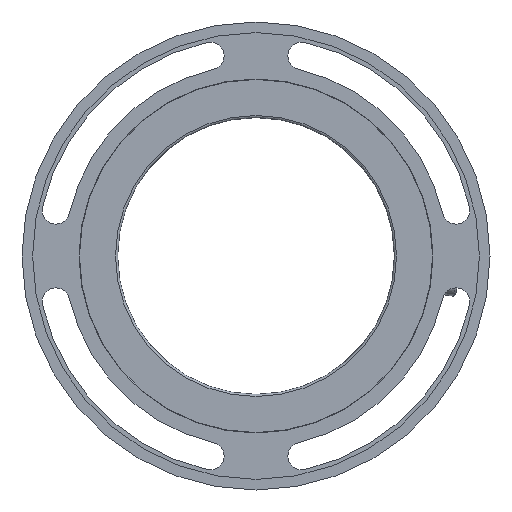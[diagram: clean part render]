
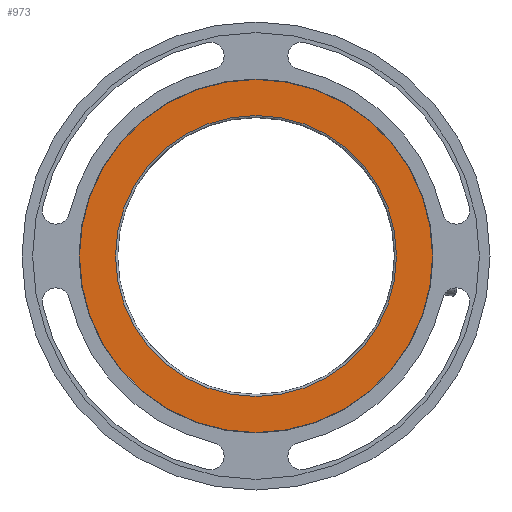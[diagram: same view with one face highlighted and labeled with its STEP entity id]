
A CAD part, front view. The second image highlights one B-rep face of the part: STEP entity #973.
In plain terms, the highlighted planar face has unit normal (0, -1, 0).
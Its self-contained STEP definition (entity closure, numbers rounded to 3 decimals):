
#97 = CIRCLE ( 'NONE', #527, 83. ) ;
#169 = ORIENTED_EDGE ( 'NONE', *, *, #455, .F. ) ;
#321 = CARTESIAN_POINT ( 'NONE',  ( -3.193, -10.194, 66.05 ) ) ;
#386 = DIRECTION ( 'NONE',  ( 0., 1., 0. ) ) ;
#398 = AXIS2_PLACEMENT_3D ( 'NONE', #1776, #2394, #742 ) ;
#455 = EDGE_CURVE ( 'NONE', #1260, #1260, #97, .T. ) ;
#527 = AXIS2_PLACEMENT_3D ( 'NONE', #547, #974, #1987 ) ;
#531 = ORIENTED_EDGE ( 'NONE', *, *, #2331, .T. ) ;
#547 = CARTESIAN_POINT ( 'NONE',  ( -3.193, -10.194, 0. ) ) ;
#588 = FACE_OUTER_BOUND ( 'NONE', #1184, .T. ) ;
#742 = DIRECTION ( 'NONE',  ( 0., 0., 1. ) ) ;
#973 = ADVANCED_FACE ( 'NONE', ( #588, #1395 ), #1201, .F. ) ;
#974 = DIRECTION ( 'NONE',  ( 0., 1., 0. ) ) ;
#1184 = EDGE_LOOP ( 'NONE', ( #169 ) ) ;
#1201 = PLANE ( 'NONE',  #398 ) ;
#1260 = VERTEX_POINT ( 'NONE', #2434 ) ;
#1395 = FACE_BOUND ( 'NONE', #1661, .T. ) ;
#1503 = CIRCLE ( 'NONE', #1807, 66.05 ) ;
#1661 = EDGE_LOOP ( 'NONE', ( #531 ) ) ;
#1740 = VERTEX_POINT ( 'NONE', #321 ) ;
#1776 = CARTESIAN_POINT ( 'NONE',  ( 62.857, -10.194, 0. ) ) ;
#1807 = AXIS2_PLACEMENT_3D ( 'NONE', #2199, #386, #2282 ) ;
#1987 = DIRECTION ( 'NONE',  ( 0., 0., 1. ) ) ;
#2199 = CARTESIAN_POINT ( 'NONE',  ( -3.193, -10.194, 0. ) ) ;
#2282 = DIRECTION ( 'NONE',  ( 0., 0., 1. ) ) ;
#2331 = EDGE_CURVE ( 'NONE', #1740, #1740, #1503, .T. ) ;
#2394 = DIRECTION ( 'NONE',  ( 0., 1., 0. ) ) ;
#2434 = CARTESIAN_POINT ( 'NONE',  ( -3.193, -10.194, 83. ) ) ;
